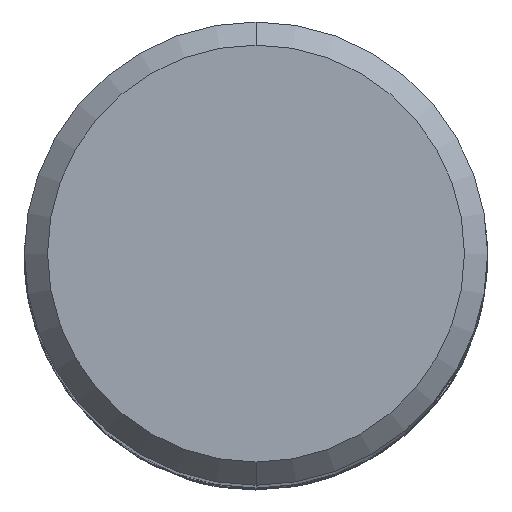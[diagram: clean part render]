
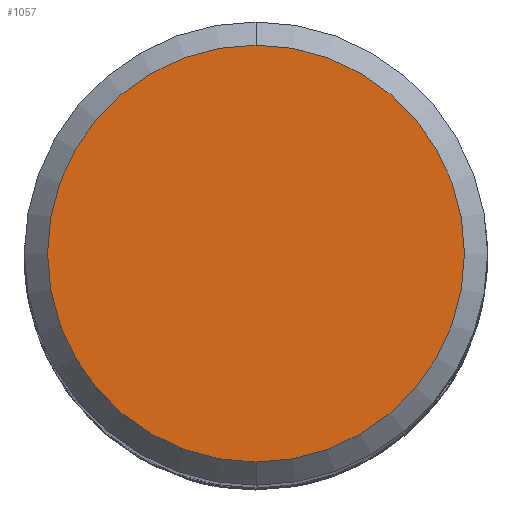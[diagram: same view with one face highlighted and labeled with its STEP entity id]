
A CAD part, top view. The second image highlights one B-rep face of the part: STEP entity #1057.
In plain terms, the highlighted planar face has unit normal (0, 0, 1).
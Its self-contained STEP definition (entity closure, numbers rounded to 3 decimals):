
#809=VERTEX_POINT('',#1913);
#953=EDGE_CURVE('',#1555,#809,#2075,.T.);
#1057=ADVANCED_FACE('',(#2190),#2191,.T.);
#1477=EDGE_CURVE('',#809,#1555,#2645,.T.);
#1555=VERTEX_POINT('',#2731);
#1913=CARTESIAN_POINT('',(0.0,9.0,0.0));
#2075=CIRCLE('',#7284,9.0);
#2190=FACE_OUTER_BOUND('',#7644,.T.);
#2191=PLANE('',#7645);
#2645=CIRCLE('',#11709,9.0);
#2731=CARTESIAN_POINT('',(0.,-9.0,0.0));
#7284=AXIS2_PLACEMENT_3D('',#13636,#13637,#13638);
#7644=EDGE_LOOP('',(#13769,#13770));
#7645=AXIS2_PLACEMENT_3D('',#13771,#13772,#13773);
#11709=AXIS2_PLACEMENT_3D('',#14209,#14210,#14211);
#13636=CARTESIAN_POINT('',(0.0,0.0,0.0));
#13637=DIRECTION('',(0.0,0.0,-1.0));
#13638=DIRECTION('',(0.0,1.0,0.0));
#13769=ORIENTED_EDGE('',*,*,#1477,.F.);
#13770=ORIENTED_EDGE('',*,*,#953,.F.);
#13771=CARTESIAN_POINT('',(0.0,4.5,0.0));
#13772=DIRECTION('',(-0.0,0.0,1.0));
#13773=DIRECTION('',(0.0,-1.0,0.0));
#14209=CARTESIAN_POINT('',(0.0,0.0,0.0));
#14210=DIRECTION('',(0.0,0.0,-1.0));
#14211=DIRECTION('',(0.0,1.0,0.0));
